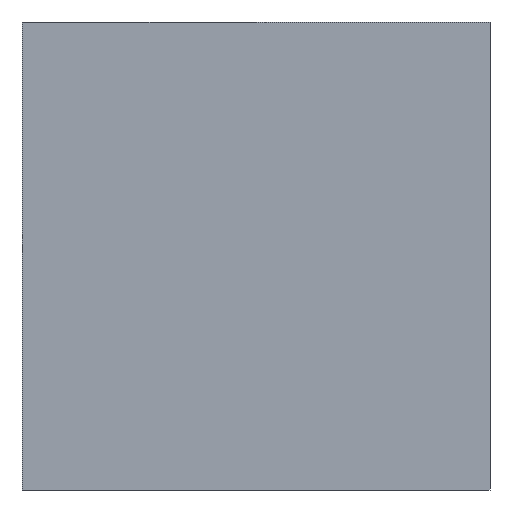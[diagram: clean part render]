
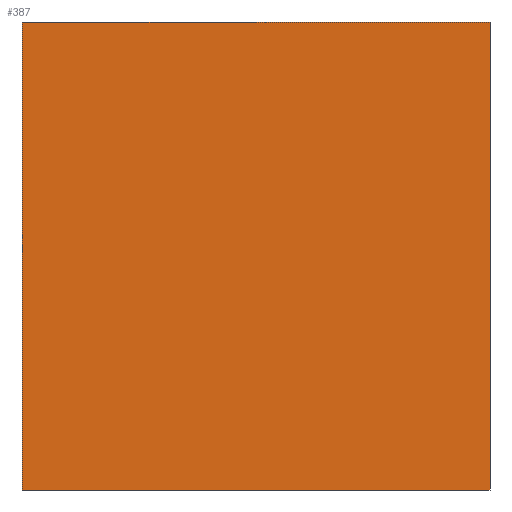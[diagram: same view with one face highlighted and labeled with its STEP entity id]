
A CAD part, left-side view. The second image highlights one B-rep face of the part: STEP entity #387.
In plain terms, the highlighted planar face has unit normal (-1, 0, 0).
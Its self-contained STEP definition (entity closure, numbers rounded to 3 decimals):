
#32=PLANE('',#417);
#54=FACE_OUTER_BOUND('',#76,.T.);
#76=EDGE_LOOP('',(#332,#333,#334,#335));
#121=LINE('',#619,#166);
#122=LINE('',#621,#167);
#123=LINE('',#623,#168);
#124=LINE('',#624,#169);
#166=VECTOR('',#509,10.);
#167=VECTOR('',#510,10.);
#168=VECTOR('',#511,10.);
#169=VECTOR('',#512,10.);
#210=VERTEX_POINT('',#617);
#211=VERTEX_POINT('',#618);
#212=VERTEX_POINT('',#620);
#213=VERTEX_POINT('',#622);
#257=EDGE_CURVE('',#210,#211,#121,.T.);
#258=EDGE_CURVE('',#211,#212,#122,.T.);
#259=EDGE_CURVE('',#212,#213,#123,.T.);
#260=EDGE_CURVE('',#213,#210,#124,.T.);
#332=ORIENTED_EDGE('',*,*,#257,.T.);
#333=ORIENTED_EDGE('',*,*,#258,.T.);
#334=ORIENTED_EDGE('',*,*,#259,.T.);
#335=ORIENTED_EDGE('',*,*,#260,.T.);
#387=ADVANCED_FACE('',(#54),#32,.F.);
#417=AXIS2_PLACEMENT_3D('',#616,#507,#508);
#507=DIRECTION('center_axis',(1.,0.,0.));
#508=DIRECTION('ref_axis',(0.,0.,1.));
#509=DIRECTION('',(0.,1.,0.));
#510=DIRECTION('',(0.,0.,-1.));
#511=DIRECTION('',(0.,-1.,0.));
#512=DIRECTION('',(0.,0.,1.));
#616=CARTESIAN_POINT('Origin',(0.,50.,50.));
#617=CARTESIAN_POINT('',(0.,3.,97.));
#618=CARTESIAN_POINT('',(0.,97.,97.));
#619=CARTESIAN_POINT('',(0.,50.,97.));
#620=CARTESIAN_POINT('',(0.,97.,3.));
#621=CARTESIAN_POINT('',(0.,97.,50.));
#622=CARTESIAN_POINT('',(0.,3.,3.));
#623=CARTESIAN_POINT('',(0.,50.,3.));
#624=CARTESIAN_POINT('',(0.,3.,50.));
